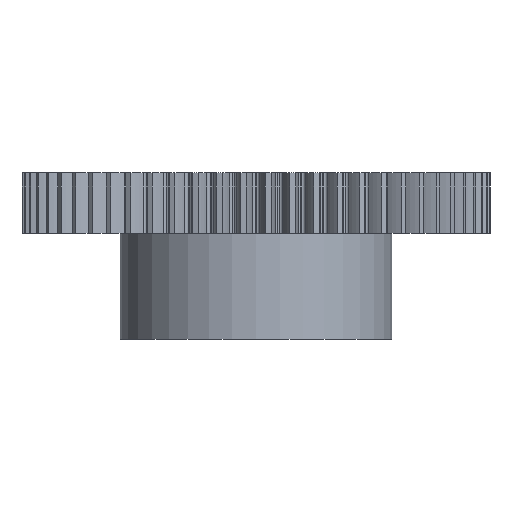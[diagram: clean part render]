
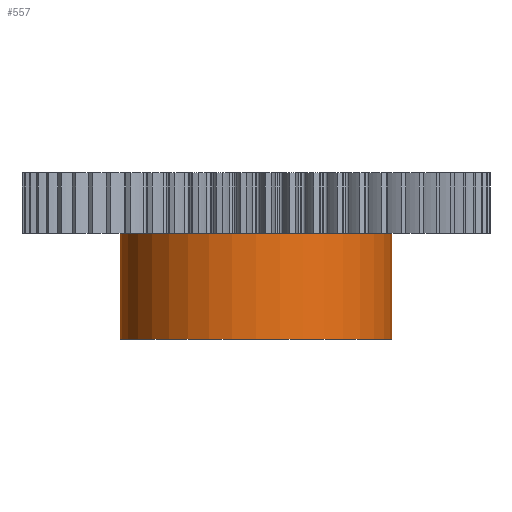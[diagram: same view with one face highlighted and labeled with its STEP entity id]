
A CAD part, front view. The second image highlights one B-rep face of the part: STEP entity #557.
In plain terms, the highlighted cylindrical face has radius 45 mm (diameter 90 mm), a partial arc.
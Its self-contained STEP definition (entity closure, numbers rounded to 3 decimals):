
#470 = ORIENTED_EDGE ( 'NONE', *, *, #4946, .T. ) ;
#471 = ORIENTED_EDGE ( 'NONE', *, *, #558, .T. ) ;
#556 = ORIENTED_EDGE ( 'NONE', *, *, #4818, .F. ) ;
#557 = ADVANCED_FACE ( 'NONE', ( #8165 ), #8680, .T. ) ;
#558 = EDGE_CURVE ( 'NONE', #4935, #4932, #8681, .T. ) ;
#631 = ORIENTED_EDGE ( 'NONE', *, *, #4847, .F. ) ;
#632 = EDGE_LOOP ( 'NONE', ( #631, #471, #470, #556 ) ) ;
#4818 = EDGE_CURVE ( 'NONE', #4933, #4942, #13551, .T. ) ;
#4847 = EDGE_CURVE ( 'NONE', #4935, #4933, #13554, .T. ) ;
#4932 = VERTEX_POINT ( 'NONE', #13615 ) ;
#4933 = VERTEX_POINT ( 'NONE', #13621 ) ;
#4935 = VERTEX_POINT ( 'NONE', #12862 ) ;
#4942 = VERTEX_POINT ( 'NONE', #13682 ) ;
#4946 = EDGE_CURVE ( 'NONE', #4932, #4942, #13876, .T. ) ;
#8165 = FACE_OUTER_BOUND ( 'NONE', #632, .T. ) ;
#8668 = DIRECTION ( 'NONE',  ( 1., 0., 0. ) ) ;
#8669 = DIRECTION ( 'NONE',  ( 0., 0., 1. ) ) ;
#8670 = CARTESIAN_POINT ( 'NONE',  ( 0., 0., -35. ) ) ;
#8671 = AXIS2_PLACEMENT_3D ( 'NONE', #8670, #8669, #8668 ) ;
#8676 = DIRECTION ( 'NONE',  ( 1., 0., 0. ) ) ;
#8677 = DIRECTION ( 'NONE',  ( 0., 0., 1. ) ) ;
#8678 = CARTESIAN_POINT ( 'NONE',  ( 0., 0., -35. ) ) ;
#8679 = AXIS2_PLACEMENT_3D ( 'NONE', #8678, #8677, #8676 ) ;
#8680 = CYLINDRICAL_SURFACE ( 'NONE', #8679, 45. ) ;
#8681 = CIRCLE ( 'NONE', #8671, 45. ) ;
#12862 = CARTESIAN_POINT ( 'NONE',  ( -45., 0., -35. ) ) ;
#13529 = DIRECTION ( 'NONE',  ( 0., 0., 1. ) ) ;
#13530 = VECTOR ( 'NONE', #13529, 1000. ) ;
#13538 = DIRECTION ( 'NONE',  ( 1., 0., 0. ) ) ;
#13539 = DIRECTION ( 'NONE',  ( 0., 0., 1. ) ) ;
#13540 = AXIS2_PLACEMENT_3D ( 'NONE', #13560, #13539, #13538 ) ;
#13551 = CIRCLE ( 'NONE', #13540, 45. ) ;
#13553 = CARTESIAN_POINT ( 'NONE',  ( -45., 0., -35. ) ) ;
#13554 = LINE ( 'NONE', #13553, #13530 ) ;
#13560 = CARTESIAN_POINT ( 'NONE',  ( 0., 0., 0. ) ) ;
#13615 = CARTESIAN_POINT ( 'NONE',  ( 45., 0., -35. ) ) ;
#13621 = CARTESIAN_POINT ( 'NONE',  ( -45., 0., 0. ) ) ;
#13682 = CARTESIAN_POINT ( 'NONE',  ( 45., 0., 0. ) ) ;
#13873 = DIRECTION ( 'NONE',  ( 0., 0., 1. ) ) ;
#13874 = VECTOR ( 'NONE', #13873, 1000. ) ;
#13875 = CARTESIAN_POINT ( 'NONE',  ( 45., 0., -35. ) ) ;
#13876 = LINE ( 'NONE', #13875, #13874 ) ;
